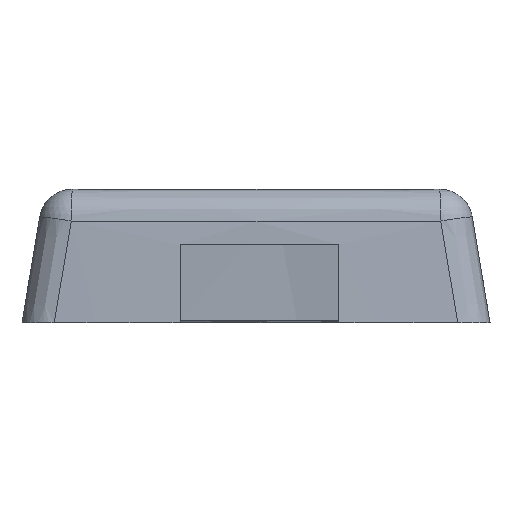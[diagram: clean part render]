
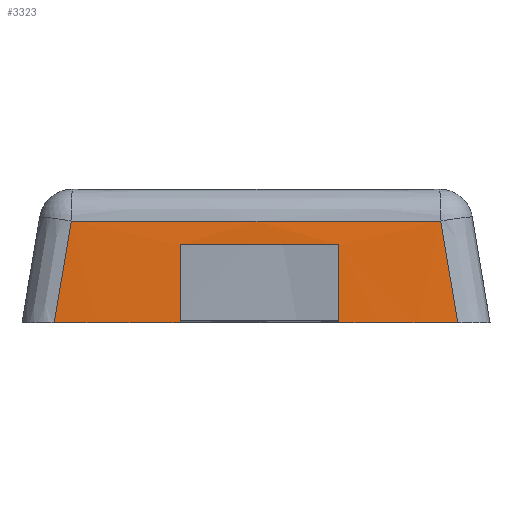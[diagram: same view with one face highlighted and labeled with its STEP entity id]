
A CAD part, front view. The second image highlights one B-rep face of the part: STEP entity #3323.
In plain terms, the highlighted free-form (B-spline) face has degree [3, 1] with [6, 2] control points.
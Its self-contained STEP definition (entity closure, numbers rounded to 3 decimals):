
#59=B_SPLINE_CURVE_WITH_KNOTS('',3,(#5085,#5086,#5087,#5088),
 .UNSPECIFIED.,.F.,.F.,(4,4),(-0.003,0.005),
 .UNSPECIFIED.);
#60=B_SPLINE_CURVE_WITH_KNOTS('',3,(#5094,#5095,#5096,#5097),
 .UNSPECIFIED.,.F.,.F.,(4,4),(0.064,0.078),
 .UNSPECIFIED.);
#61=B_SPLINE_CURVE_WITH_KNOTS('',3,(#5101,#5102,#5103,#5104),
 .UNSPECIFIED.,.F.,.F.,(4,4),(0.006,0.013),
 .UNSPECIFIED.);
#64=B_SPLINE_CURVE_WITH_KNOTS('',3,(#5129,#5130,#5131,#5132),
 .UNSPECIFIED.,.F.,.F.,(4,4),(0.003,0.012),
 .UNSPECIFIED.);
#71=B_SPLINE_CURVE_WITH_KNOTS('',3,(#5248,#5249,#5250,#5251),
 .UNSPECIFIED.,.F.,.F.,(4,4),(0.03,0.039),
 .UNSPECIFIED.);
#74=B_SPLINE_CURVE_WITH_KNOTS('',3,(#5319,#5320,#5321,#5322),
 .UNSPECIFIED.,.F.,.F.,(4,4),(0.,0.033),
 .UNSPECIFIED.);
#553=CIRCLE('',#3475,441.25);
#556=CIRCLE('',#3494,441.25);
#587=B_SPLINE_SURFACE_WITH_KNOTS('',3,1,((#5307,#5308),(#5309,#5310),(#5311,
#5312),(#5313,#5314),(#5315,#5316),(#5317,#5318)),.RULED_SURF.,.F.,.F.,
 .F.,(4,2,4),(2,2),(0.,0.5,1.),(0.,1.),.UNSPECIFIED.);
#1128=ORIENTED_EDGE('',*,*,#1476,.F.);
#1129=ORIENTED_EDGE('',*,*,#1474,.T.);
#1130=ORIENTED_EDGE('',*,*,#1471,.T.);
#1131=ORIENTED_EDGE('',*,*,#1511,.F.);
#1132=ORIENTED_EDGE('',*,*,#1514,.T.);
#1133=ORIENTED_EDGE('',*,*,#1534,.T.);
#1134=ORIENTED_EDGE('',*,*,#1479,.T.);
#1135=ORIENTED_EDGE('',*,*,#1481,.F.);
#1471=EDGE_CURVE('',#1724,#1723,#59,.T.);
#1474=EDGE_CURVE('',#1725,#1724,#60,.T.);
#1476=EDGE_CURVE('',#1725,#1726,#61,.T.);
#1479=EDGE_CURVE('',#1730,#1729,#64,.T.);
#1481=EDGE_CURVE('',#1726,#1729,#553,.F.);
#1511=EDGE_CURVE('',#1750,#1723,#556,.F.);
#1514=EDGE_CURVE('',#1750,#1752,#71,.T.);
#1534=EDGE_CURVE('',#1752,#1730,#74,.T.);
#1723=VERTEX_POINT('',#5084);
#1724=VERTEX_POINT('',#5089);
#1725=VERTEX_POINT('',#5093);
#1726=VERTEX_POINT('',#5100);
#1729=VERTEX_POINT('',#5128);
#1730=VERTEX_POINT('',#5133);
#1750=VERTEX_POINT('',#5227);
#1752=VERTEX_POINT('',#5247);
#1935=EDGE_LOOP('',(#1128,#1129,#1130,#1131,#1132,#1133,#1134,#1135));
#2115=FACE_BOUND('',#1935,.T.);
#3323=ADVANCED_FACE('',(#2115),#587,.T.);
#3475=AXIS2_PLACEMENT_3D('',#5136,#3976,#3977);
#3494=AXIS2_PLACEMENT_3D('',#5228,#4032,#4033);
#3976=DIRECTION('',(0.,0.,1.));
#3977=DIRECTION('',(-1.,0.,0.));
#4032=DIRECTION('',(0.,0.,1.));
#4033=DIRECTION('',(-1.,0.,0.));
#5084=CARTESIAN_POINT('',(7.424,-29.938,-12.));
#5085=CARTESIAN_POINT('',(7.424,-29.625,-5.));
#5086=CARTESIAN_POINT('',(7.424,-29.729,-7.333));
#5087=CARTESIAN_POINT('',(7.424,-29.833,-9.667));
#5088=CARTESIAN_POINT('',(7.424,-29.938,-12.));
#5089=CARTESIAN_POINT('',(7.424,-29.625,-5.));
#5093=CARTESIAN_POINT('',(-6.804,-29.635,-5.));
#5094=CARTESIAN_POINT('',(-6.804,-29.635,-5.));
#5095=CARTESIAN_POINT('',(-2.062,-29.713,-5.));
#5096=CARTESIAN_POINT('',(2.682,-29.709,-5.));
#5097=CARTESIAN_POINT('',(7.424,-29.625,-5.));
#5100=CARTESIAN_POINT('',(-6.804,-29.948,-12.));
#5101=CARTESIAN_POINT('',(-6.804,-29.635,-5.));
#5102=CARTESIAN_POINT('',(-6.804,-29.739,-7.333));
#5103=CARTESIAN_POINT('',(-6.804,-29.844,-9.667));
#5104=CARTESIAN_POINT('',(-6.804,-29.948,-12.));
#5128=CARTESIAN_POINT('',(-18.105,-29.628,-12.));
#5129=CARTESIAN_POINT('',(-16.58,-29.262,-2.86));
#5130=CARTESIAN_POINT('',(-17.088,-29.384,-5.906));
#5131=CARTESIAN_POINT('',(-17.597,-29.506,-8.953));
#5132=CARTESIAN_POINT('',(-18.105,-29.628,-12.));
#5133=CARTESIAN_POINT('',(-16.58,-29.262,-2.86));
#5136=CARTESIAN_POINT('',(0.,411.25,-12.));
#5227=CARTESIAN_POINT('',(18.105,-29.628,-12.));
#5228=CARTESIAN_POINT('',(0.,411.25,-12.));
#5247=CARTESIAN_POINT('',(16.58,-29.262,-2.86));
#5248=CARTESIAN_POINT('',(18.105,-29.628,-12.));
#5249=CARTESIAN_POINT('',(17.597,-29.506,-8.953));
#5250=CARTESIAN_POINT('',(17.088,-29.384,-5.906));
#5251=CARTESIAN_POINT('',(16.58,-29.262,-2.86));
#5307=CARTESIAN_POINT('',(19.,-29.02,0.));
#5308=CARTESIAN_POINT('',(21.,-29.5,-12.));
#5309=CARTESIAN_POINT('',(12.671,-29.32,0.));
#5310=CARTESIAN_POINT('',(14.005,-29.833,-12.));
#5311=CARTESIAN_POINT('',(6.336,-29.47,0.));
#5312=CARTESIAN_POINT('',(7.003,-30.,-12.));
#5313=CARTESIAN_POINT('',(-6.336,-29.47,0.));
#5314=CARTESIAN_POINT('',(-7.003,-30.,-12.));
#5315=CARTESIAN_POINT('',(-12.671,-29.32,0.));
#5316=CARTESIAN_POINT('',(-14.005,-29.833,-12.));
#5317=CARTESIAN_POINT('',(-19.,-29.02,0.));
#5318=CARTESIAN_POINT('',(-21.,-29.5,-12.));
#5319=CARTESIAN_POINT('',(16.58,-29.262,-2.86));
#5320=CARTESIAN_POINT('',(5.532,-29.708,-2.87));
#5321=CARTESIAN_POINT('',(-5.532,-29.708,-2.87));
#5322=CARTESIAN_POINT('',(-16.58,-29.262,-2.86));
